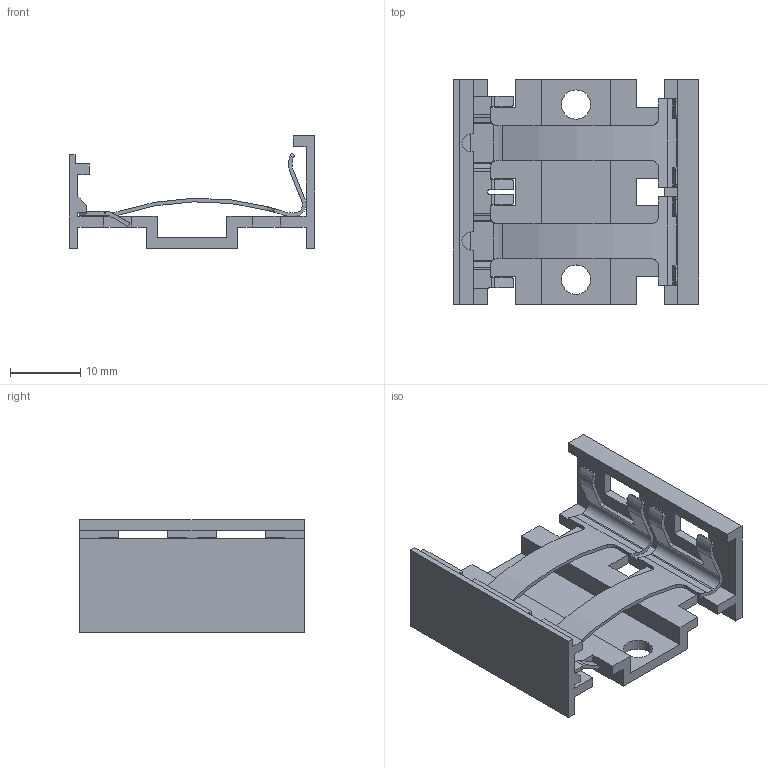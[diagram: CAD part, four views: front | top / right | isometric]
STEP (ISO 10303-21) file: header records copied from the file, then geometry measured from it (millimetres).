
FILE_DESCRIPTION((''),'2;1');
FILE_NAME('31770102000','2019-10-24T',('presta_be4'),(''),'CREO PARAMETRIC BY PTC INC, 2018360','CREO PARAMETRIC BY PTC INC, 2018360','');
FILE_SCHEMA(('CONFIG_CONTROL_DESIGN'));
Length unit declared in the file: millimetre
Products named in the file (1): 31770102000
Bounding box: 35.02 x 32.02 x 16.02 mm (x, y, z)
Volume: 3253.2 mm3; surface area: 5895.4 mm2
Topology: 1 solids, 1 shells, 247 faces, 760 edges, 506 vertices
Faces by surface type: plane 153, cylinder 94
Entity records: 9644 total; most frequent: CARTESIAN_POINT 2731, ORIENTED_EDGE 1520, DIRECTION 1358, EDGE_CURVE 760, VECTOR 532, LINE 532, VERTEX_POINT 506, AXIS2_PLACEMENT_3D 413
